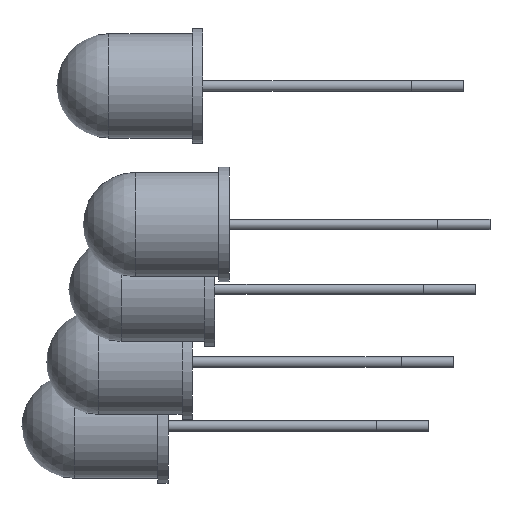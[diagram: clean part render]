
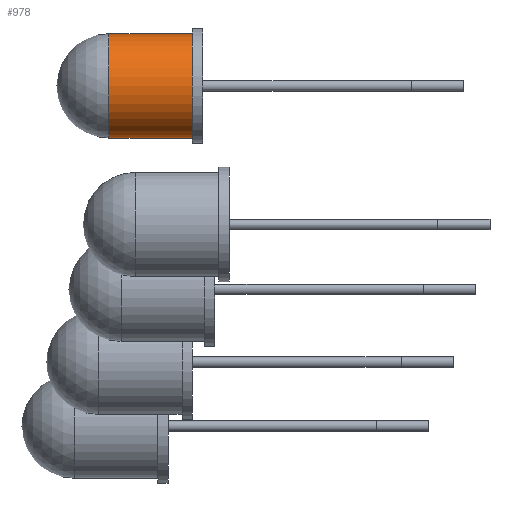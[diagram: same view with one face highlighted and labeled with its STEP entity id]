
A CAD part, left-side view. The second image highlights one B-rep face of the part: STEP entity #978.
In plain terms, the highlighted cylindrical face has radius 5 mm (diameter 10 mm), a partial arc.
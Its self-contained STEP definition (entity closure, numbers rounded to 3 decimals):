
#17 = CARTESIAN_POINT ( 'NONE',  ( 0., 1., -5. ) ) ;
#26 = DIRECTION ( 'NONE',  ( 0., 1., 0. ) ) ;
#81 = CARTESIAN_POINT ( 'NONE',  ( 0., 9., 5. ) ) ;
#102 = ORIENTED_EDGE ( 'NONE', *, *, #1893, .T. ) ;
#185 = CARTESIAN_POINT ( 'NONE',  ( 0., 9., 5. ) ) ;
#186 = AXIS2_PLACEMENT_3D ( 'NONE', #1357, #275, #1548 ) ;
#262 = ORIENTED_EDGE ( 'NONE', *, *, #638, .F. ) ;
#275 = DIRECTION ( 'NONE',  ( 0., 1., 0. ) ) ;
#279 = EDGE_CURVE ( 'NONE', #809, #1023, #2257, .T. ) ;
#280 = DIRECTION ( 'NONE',  ( 0., -1., 0. ) ) ;
#352 = VECTOR ( 'NONE', #1148, 1000. ) ;
#539 = EDGE_LOOP ( 'NONE', ( #2039, #262, #1800, #102 ) ) ;
#597 = DIRECTION ( 'NONE',  ( 0., -1., 0. ) ) ;
#632 = CYLINDRICAL_SURFACE ( 'NONE', #1681, 5. ) ;
#638 = EDGE_CURVE ( 'NONE', #1645, #809, #1153, .T. ) ;
#776 = CARTESIAN_POINT ( 'NONE',  ( 0., 9., 0. ) ) ;
#782 = VERTEX_POINT ( 'NONE', #17 ) ;
#809 = VERTEX_POINT ( 'NONE', #185 ) ;
#938 = DIRECTION ( 'NONE',  ( 0., 0., -1. ) ) ;
#957 = LINE ( 'NONE', #1360, #1375 ) ;
#978 = ADVANCED_FACE ( 'NONE', ( #1600 ), #632, .T. ) ;
#1023 = VERTEX_POINT ( 'NONE', #1161 ) ;
#1148 = DIRECTION ( 'NONE',  ( 0., -1., 0. ) ) ;
#1153 = CIRCLE ( 'NONE', #1453, 5. ) ;
#1161 = CARTESIAN_POINT ( 'NONE',  ( 0., 1., 5. ) ) ;
#1307 = DIRECTION ( 'NONE',  ( 0., 0., 1. ) ) ;
#1357 = CARTESIAN_POINT ( 'NONE',  ( 0., 1., 0. ) ) ;
#1360 = CARTESIAN_POINT ( 'NONE',  ( 0., 9., -5. ) ) ;
#1375 = VECTOR ( 'NONE', #280, 1000. ) ;
#1449 = CIRCLE ( 'NONE', #186, 5. ) ;
#1453 = AXIS2_PLACEMENT_3D ( 'NONE', #1460, #26, #1307 ) ;
#1460 = CARTESIAN_POINT ( 'NONE',  ( 0., 9., 0. ) ) ;
#1548 = DIRECTION ( 'NONE',  ( 0., 0., 1. ) ) ;
#1600 = FACE_OUTER_BOUND ( 'NONE', #539, .T. ) ;
#1645 = VERTEX_POINT ( 'NONE', #2137 ) ;
#1681 = AXIS2_PLACEMENT_3D ( 'NONE', #776, #597, #938 ) ;
#1721 = EDGE_CURVE ( 'NONE', #1645, #782, #957, .T. ) ;
#1800 = ORIENTED_EDGE ( 'NONE', *, *, #1721, .T. ) ;
#1893 = EDGE_CURVE ( 'NONE', #782, #1023, #1449, .T. ) ;
#2039 = ORIENTED_EDGE ( 'NONE', *, *, #279, .F. ) ;
#2137 = CARTESIAN_POINT ( 'NONE',  ( 0., 9., -5. ) ) ;
#2257 = LINE ( 'NONE', #81, #352 ) ;
